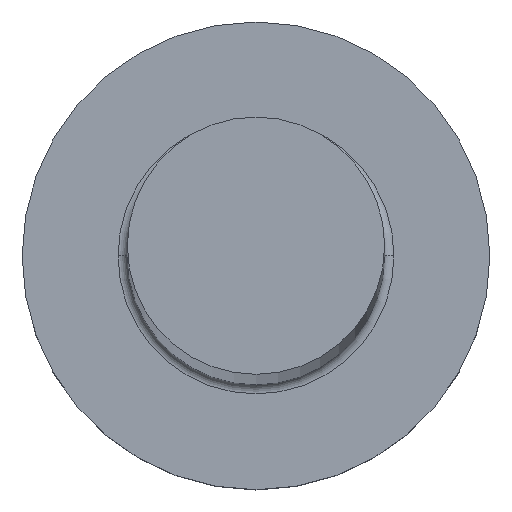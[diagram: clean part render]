
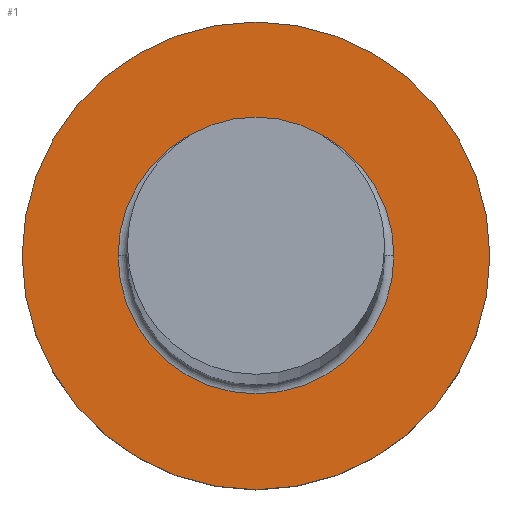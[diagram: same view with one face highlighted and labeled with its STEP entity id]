
A CAD part, top view. The second image highlights one B-rep face of the part: STEP entity #1.
In plain terms, the highlighted planar face has unit normal (0, 0, 1).
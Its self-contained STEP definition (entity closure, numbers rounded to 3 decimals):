
#1 = ADVANCED_FACE ( 'NONE', ( #159, #114 ), #300, .T. ) ;
#5 = DIRECTION ( 'NONE',  ( 1., 0., 0. ) ) ;
#48 = AXIS2_PLACEMENT_3D ( 'NONE', #157, #68, #89 ) ;
#51 = AXIS2_PLACEMENT_3D ( 'NONE', #94, #165, #122 ) ;
#58 = EDGE_CURVE ( 'NONE', #244, #100, #281, .T. ) ;
#62 = EDGE_LOOP ( 'NONE', ( #288, #220 ) ) ;
#68 = DIRECTION ( 'NONE',  ( 0., 0., 1. ) ) ;
#75 = CARTESIAN_POINT ( 'NONE',  ( 0., 0., 3. ) ) ;
#77 = VERTEX_POINT ( 'NONE', #307 ) ;
#89 = DIRECTION ( 'NONE',  ( 1., 0., 0. ) ) ;
#94 = CARTESIAN_POINT ( 'NONE',  ( 0., 0., 3. ) ) ;
#100 = VERTEX_POINT ( 'NONE', #233 ) ;
#103 = CIRCLE ( 'NONE', #224, 2.95 ) ;
#114 = FACE_OUTER_BOUND ( 'NONE', #195, .T. ) ;
#118 = DIRECTION ( 'NONE',  ( 1., 0., 0. ) ) ;
#122 = DIRECTION ( 'NONE',  ( 1., 0., 0. ) ) ;
#124 = DIRECTION ( 'NONE',  ( 0., 0., 1. ) ) ;
#128 = CIRCLE ( 'NONE', #51, 2.95 ) ;
#131 = VERTEX_POINT ( 'NONE', #280 ) ;
#135 = DIRECTION ( 'NONE',  ( 0., 0., 1. ) ) ;
#143 = CARTESIAN_POINT ( 'NONE',  ( 5., 0., 3. ) ) ;
#155 = AXIS2_PLACEMENT_3D ( 'NONE', #239, #124, #5 ) ;
#157 = CARTESIAN_POINT ( 'NONE',  ( 0., 0., 3. ) ) ;
#159 = FACE_BOUND ( 'NONE', #62, .T. ) ;
#165 = DIRECTION ( 'NONE',  ( 0., 0., -1. ) ) ;
#166 = DIRECTION ( 'NONE',  ( 0., 0., -1. ) ) ;
#185 = EDGE_CURVE ( 'NONE', #77, #131, #103, .T. ) ;
#195 = EDGE_LOOP ( 'NONE', ( #268, #266 ) ) ;
#197 = AXIS2_PLACEMENT_3D ( 'NONE', #229, #135, #227 ) ;
#216 = EDGE_CURVE ( 'NONE', #131, #77, #128, .T. ) ;
#220 = ORIENTED_EDGE ( 'NONE', *, *, #216, .T. ) ;
#224 = AXIS2_PLACEMENT_3D ( 'NONE', #75, #166, #118 ) ;
#227 = DIRECTION ( 'NONE',  ( 1., 0., 0. ) ) ;
#229 = CARTESIAN_POINT ( 'NONE',  ( 0., 0., 3. ) ) ;
#233 = CARTESIAN_POINT ( 'NONE',  ( -5., 0., 3. ) ) ;
#235 = CIRCLE ( 'NONE', #155, 5. ) ;
#239 = CARTESIAN_POINT ( 'NONE',  ( 0., 0., 3. ) ) ;
#244 = VERTEX_POINT ( 'NONE', #143 ) ;
#266 = ORIENTED_EDGE ( 'NONE', *, *, #58, .T. ) ;
#268 = ORIENTED_EDGE ( 'NONE', *, *, #283, .T. ) ;
#280 = CARTESIAN_POINT ( 'NONE',  ( -2.95, 0., 3. ) ) ;
#281 = CIRCLE ( 'NONE', #197, 5. ) ;
#283 = EDGE_CURVE ( 'NONE', #100, #244, #235, .T. ) ;
#288 = ORIENTED_EDGE ( 'NONE', *, *, #185, .T. ) ;
#300 = PLANE ( 'NONE',  #48 ) ;
#307 = CARTESIAN_POINT ( 'NONE',  ( 2.95, 0., 3. ) ) ;
